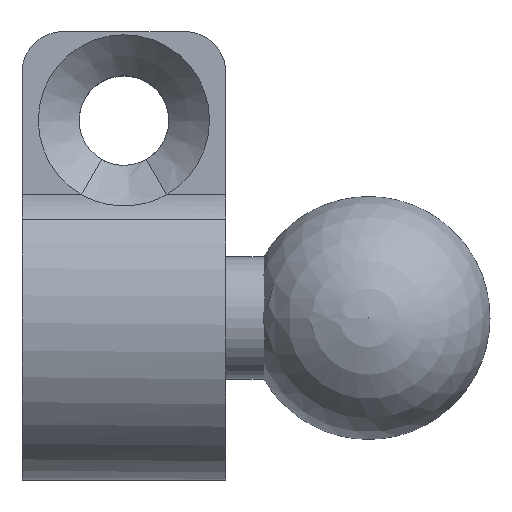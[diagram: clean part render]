
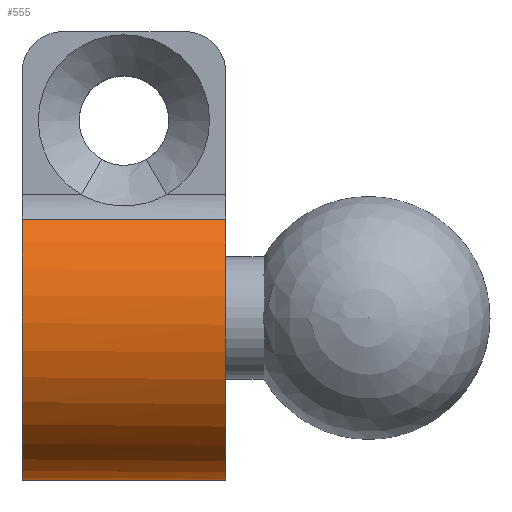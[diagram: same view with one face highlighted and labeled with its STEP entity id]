
A CAD part, top view. The second image highlights one B-rep face of the part: STEP entity #555.
In plain terms, the highlighted cylindrical face has radius 4 mm (diameter 8 mm), a partial arc.
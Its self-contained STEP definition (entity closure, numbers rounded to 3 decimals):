
#61=FACE_OUTER_BOUND('',#94,.T.);
#94=EDGE_LOOP('',(#473,#474,#475,#476,#477,#478));
#139=LINE('',#955,#184);
#146=LINE('',#988,#191);
#147=LINE('',#992,#192);
#184=VECTOR('',#749,10.);
#191=VECTOR('',#772,10.);
#192=VECTOR('',#777,10.);
#204=CIRCLE('',#593,4.);
#214=CIRCLE('',#608,4.);
#223=CIRCLE('',#628,4.);
#245=VERTEX_POINT('',#854);
#246=VERTEX_POINT('',#856);
#261=VERTEX_POINT('',#897);
#262=VERTEX_POINT('',#899);
#275=VERTEX_POINT('',#986);
#276=VERTEX_POINT('',#990);
#301=EDGE_CURVE('',#245,#246,#204,.T.);
#323=EDGE_CURVE('',#261,#262,#214,.T.);
#339=EDGE_CURVE('',#262,#245,#139,.T.);
#350=EDGE_CURVE('',#275,#261,#146,.T.);
#351=EDGE_CURVE('',#275,#276,#223,.T.);
#352=EDGE_CURVE('',#246,#276,#147,.T.);
#473=ORIENTED_EDGE('',*,*,#339,.F.);
#474=ORIENTED_EDGE('',*,*,#323,.F.);
#475=ORIENTED_EDGE('',*,*,#350,.F.);
#476=ORIENTED_EDGE('',*,*,#351,.T.);
#477=ORIENTED_EDGE('',*,*,#352,.F.);
#478=ORIENTED_EDGE('',*,*,#301,.F.);
#532=CYLINDRICAL_SURFACE('',#627,4.);
#555=ADVANCED_FACE('',(#61),#532,.T.);
#593=AXIS2_PLACEMENT_3D('',#857,#678,#679);
#608=AXIS2_PLACEMENT_3D('',#900,#720,#721);
#627=AXIS2_PLACEMENT_3D('',#989,#773,#774);
#628=AXIS2_PLACEMENT_3D('',#991,#775,#776);
#678=DIRECTION('center_axis',(1.,0.,0.));
#679=DIRECTION('ref_axis',(0.,1.,0.));
#720=DIRECTION('center_axis',(-1.,0.,0.));
#721=DIRECTION('ref_axis',(0.,1.,0.));
#749=DIRECTION('',(1.,0.,0.));
#772=DIRECTION('',(-1.,0.,0.));
#773=DIRECTION('center_axis',(-1.,0.,0.));
#774=DIRECTION('ref_axis',(0.,-1.,0.));
#775=DIRECTION('center_axis',(-1.,0.,0.));
#776=DIRECTION('ref_axis',(0.,1.,0.));
#777=DIRECTION('',(-1.,0.,0.));
#854=CARTESIAN_POINT('',(-36.,-3.1,24.7));
#856=CARTESIAN_POINT('',(-36.,-9.419,20.7));
#857=CARTESIAN_POINT('Origin',(-36.,-5.5,21.5));
#897=CARTESIAN_POINT('',(-41.,-3.1,18.3));
#899=CARTESIAN_POINT('',(-41.,-3.1,24.7));
#900=CARTESIAN_POINT('Origin',(-41.,-5.5,21.5));
#955=CARTESIAN_POINT('',(-36.,-3.1,24.7));
#986=CARTESIAN_POINT('',(-38.,-3.1,18.3));
#988=CARTESIAN_POINT('',(-36.,-3.1,18.3));
#989=CARTESIAN_POINT('Origin',(-36.,-5.5,21.5));
#990=CARTESIAN_POINT('',(-38.,-9.419,20.7));
#991=CARTESIAN_POINT('Origin',(-38.,-5.5,21.5));
#992=CARTESIAN_POINT('',(-36.,-9.419,20.7));
